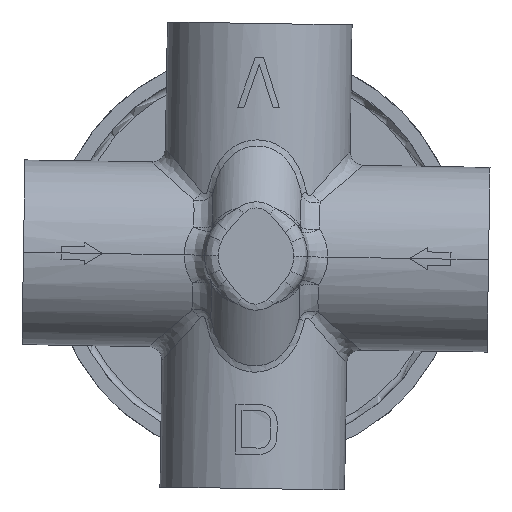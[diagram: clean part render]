
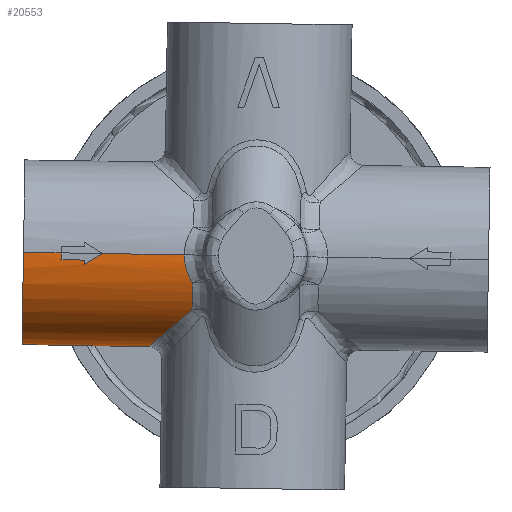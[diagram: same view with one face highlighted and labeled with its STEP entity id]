
A CAD part, front view. The second image highlights one B-rep face of the part: STEP entity #20553.
In plain terms, the highlighted cylindrical face has radius 13.5 mm (diameter 27 mm), a partial arc.
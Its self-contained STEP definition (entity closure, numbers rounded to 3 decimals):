
#19031=CARTESIAN_POINT('Vertex',(-15.715,-12.9,-13.249)) ;
#19035=CARTESIAN_POINT('Control Point',(-14.876,-8.548,-12.542)) ;
#19036=CARTESIAN_POINT('Control Point',(-15.294,-9.605,-12.895)) ;
#19037=CARTESIAN_POINT('Control Point',(-15.579,-10.699,-13.133)) ;
#19038=CARTESIAN_POINT('Control Point',(-15.714,-11.807,-13.249)) ;
#19039=CARTESIAN_POINT('Control Point',(-15.715,-12.9,-13.249)) ;
#19040=CARTESIAN_POINT('Vertex',(-14.876,-8.548,-12.542)) ;
#19613=CARTESIAN_POINT('Vertex',(-9.394,-23.723,-7.92)) ;
#19671=CARTESIAN_POINT('Control Point',(-15.715,-12.9,-13.249)) ;
#19672=CARTESIAN_POINT('Control Point',(-15.714,-13.762,-13.249)) ;
#19673=CARTESIAN_POINT('Control Point',(-15.635,-14.635,-13.181)) ;
#19674=CARTESIAN_POINT('Control Point',(-15.472,-15.507,-13.044)) ;
#19675=CARTESIAN_POINT('Control Point',(-15.095,-16.81,-12.727)) ;
#19676=CARTESIAN_POINT('Control Point',(-14.529,-18.073,-12.25)) ;
#19677=CARTESIAN_POINT('Control Point',(-14.317,-18.493,-12.071)) ;
#19678=CARTESIAN_POINT('Control Point',(-13.485,-19.966,-11.369)) ;
#19679=CARTESIAN_POINT('Control Point',(-12.39,-21.333,-10.446)) ;
#19680=CARTESIAN_POINT('Control Point',(-11.479,-22.232,-9.678)) ;
#19681=CARTESIAN_POINT('Control Point',(-10.474,-23.031,-8.831)) ;
#19682=CARTESIAN_POINT('Control Point',(-9.394,-23.723,-7.92)) ;
#20434=CARTESIAN_POINT('Axis2P3D Location',(0.,-12.9,0.)) ;
#20440=CARTESIAN_POINT('Control Point',(-9.306,-25.77,-3.928)) ;
#20441=CARTESIAN_POINT('Control Point',(-9.232,-25.435,-4.986)) ;
#20442=CARTESIAN_POINT('Control Point',(-9.222,-24.978,-6.026)) ;
#20443=CARTESIAN_POINT('Control Point',(-9.275,-24.401,-7.012)) ;
#20444=CARTESIAN_POINT('Control Point',(-9.394,-23.723,-7.92)) ;
#20445=CARTESIAN_POINT('Vertex',(-9.306,-25.77,-3.928)) ;
#20449=CARTESIAN_POINT('Control Point',(-10.499,-26.4,0.169)) ;
#20450=CARTESIAN_POINT('Control Point',(-10.511,-26.4,-0.672)) ;
#20451=CARTESIAN_POINT('Control Point',(-10.401,-26.335,-1.511)) ;
#20452=CARTESIAN_POINT('Control Point',(-10.163,-26.204,-2.35)) ;
#20453=CARTESIAN_POINT('Control Point',(-9.794,-26.01,-3.161)) ;
#20454=CARTESIAN_POINT('Control Point',(-9.306,-25.77,-3.928)) ;
#20455=CARTESIAN_POINT('Vertex',(-10.499,-26.4,0.169)) ;
#20458=CARTESIAN_POINT('Line Origine',(0.,-26.4,0.)) ;
#20462=CARTESIAN_POINT('Vertex',(-22.397,-26.4,0.36)) ;
#20466=CARTESIAN_POINT('Control Point',(-25.122,-26.305,-1.197)) ;
#20467=CARTESIAN_POINT('Control Point',(-24.217,-26.368,-0.68)) ;
#20468=CARTESIAN_POINT('Control Point',(-23.307,-26.4,-0.16)) ;
#20469=CARTESIAN_POINT('Control Point',(-22.397,-26.4,0.36)) ;
#20470=CARTESIAN_POINT('Vertex',(-25.122,-26.305,-1.197)) ;
#20473=CARTESIAN_POINT('Axis2P3D Location',(-25.097,-12.9,0.403)) ;
#20477=CARTESIAN_POINT('Vertex',(-25.113,-26.363,-0.597)) ;
#20480=CARTESIAN_POINT('Line Origine',(-0.016,-26.363,-1.)) ;
#20484=CARTESIAN_POINT('Vertex',(-28.512,-26.363,-0.542)) ;
#20487=CARTESIAN_POINT('Axis2P3D Location',(-28.496,-12.9,0.458)) ;
#20491=CARTESIAN_POINT('Vertex',(-28.496,-26.4,0.458)) ;
#20494=CARTESIAN_POINT('Line Origine',(0.,-26.4,0.)) ;
#20498=CARTESIAN_POINT('Vertex',(-33.996,-26.4,0.546)) ;
#20501=CARTESIAN_POINT('Axis2P3D Location',(-33.996,-12.9,0.546)) ;
#20505=CARTESIAN_POINT('Vertex',(-33.996,0.6,0.546)) ;
#20508=CARTESIAN_POINT('Line Origine',(0.,0.6,0.)) ;
#20512=CARTESIAN_POINT('Vertex',(-20.747,0.6,0.333)) ;
#20516=CARTESIAN_POINT('Control Point',(-20.747,0.6,0.333)) ;
#20517=CARTESIAN_POINT('Control Point',(-20.765,0.6,-0.767)) ;
#20518=CARTESIAN_POINT('Control Point',(-20.686,0.488,-1.879)) ;
#20519=CARTESIAN_POINT('Control Point',(-20.51,0.26,-2.977)) ;
#20520=CARTESIAN_POINT('Control Point',(-20.159,-0.179,-4.367)) ;
#20521=CARTESIAN_POINT('Control Point',(-19.667,-0.807,-5.699)) ;
#20522=CARTESIAN_POINT('Control Point',(-19.549,-0.958,-5.995)) ;
#20523=CARTESIAN_POINT('Control Point',(-19.297,-1.283,-6.588)) ;
#20524=CARTESIAN_POINT('Control Point',(-19.018,-1.647,-7.165)) ;
#20525=CARTESIAN_POINT('Control Point',(-18.874,-1.836,-7.444)) ;
#20526=CARTESIAN_POINT('Control Point',(-18.404,-2.461,-8.309)) ;
#20527=CARTESIAN_POINT('Control Point',(-17.891,-3.172,-9.116)) ;
#20528=CARTESIAN_POINT('Control Point',(-17.543,-3.669,-9.609)) ;
#20529=CARTESIAN_POINT('Control Point',(-16.912,-4.612,-10.431)) ;
#20530=CARTESIAN_POINT('Control Point',(-16.297,-5.63,-11.133)) ;
#20531=CARTESIAN_POINT('Control Point',(-16.025,-6.104,-11.426)) ;
#20532=CARTESIAN_POINT('Control Point',(-15.623,-6.854,-11.84)) ;
#20533=CARTESIAN_POINT('Control Point',(-15.26,-7.622,-12.189)) ;
#20534=CARTESIAN_POINT('Control Point',(-15.124,-7.929,-12.316)) ;
#20535=CARTESIAN_POINT('Control Point',(-14.996,-8.237,-12.434)) ;
#20536=CARTESIAN_POINT('Control Point',(-14.876,-8.548,-12.542)) ;
#20460=VECTOR('Line Direction',#20459,1.) ;
#20482=VECTOR('Line Direction',#20481,1.) ;
#20496=VECTOR('Line Direction',#20495,1.) ;
#20510=VECTOR('Line Direction',#20509,1.) ;
#20435=DIRECTION('Axis2P3D Direction',(1.,0.,-0.016)) ;
#20436=DIRECTION('Axis2P3D XDirection',(0.001,-0.998,0.063)) ;
#20459=DIRECTION('Vector Direction',(1.,0.,-0.016)) ;
#20474=DIRECTION('Axis2P3D Direction',(1.,0.,-0.016)) ;
#20481=DIRECTION('Vector Direction',(1.,0.,-0.016)) ;
#20488=DIRECTION('Axis2P3D Direction',(1.,0.,-0.016)) ;
#20495=DIRECTION('Vector Direction',(1.,0.,-0.016)) ;
#20502=DIRECTION('Axis2P3D Direction',(1.,0.,-0.016)) ;
#20509=DIRECTION('Vector Direction',(1.,0.,-0.016)) ;
#20437=AXIS2_PLACEMENT_3D('Cylinder Axis2P3D',#20434,#20435,#20436) ;
#20475=AXIS2_PLACEMENT_3D('Circle Axis2P3D',#20473,#20474,$) ;
#20489=AXIS2_PLACEMENT_3D('Circle Axis2P3D',#20487,#20488,$) ;
#20503=AXIS2_PLACEMENT_3D('Circle Axis2P3D',#20501,#20502,$) ;
#20461=LINE('Line',#20458,#20460) ;
#20483=LINE('Line',#20480,#20482) ;
#20497=LINE('Line',#20494,#20496) ;
#20511=LINE('Line',#20508,#20510) ;
#20476=CIRCLE('generated circle',#20475,13.5) ;
#20490=CIRCLE('generated circle',#20489,13.5) ;
#20504=CIRCLE('generated circle',#20503,13.5) ;
#20438=CYLINDRICAL_SURFACE('generated cylinder',#20437,13.5) ;
#19042=EDGE_CURVE('',#19032,#19041,#19034,.F.) ;
#19683=EDGE_CURVE('',#19614,#19032,#19670,.F.) ;
#20447=EDGE_CURVE('',#20446,#19614,#20439,.T.) ;
#20457=EDGE_CURVE('',#20446,#20456,#20448,.F.) ;
#20464=EDGE_CURVE('',#20456,#20463,#20461,.F.) ;
#20472=EDGE_CURVE('',#20471,#20463,#20465,.T.) ;
#20479=EDGE_CURVE('',#20478,#20471,#20476,.T.) ;
#20486=EDGE_CURVE('',#20478,#20485,#20483,.F.) ;
#20493=EDGE_CURVE('',#20492,#20485,#20490,.T.) ;
#20500=EDGE_CURVE('',#20492,#20499,#20497,.F.) ;
#20507=EDGE_CURVE('',#20506,#20499,#20504,.F.) ;
#20514=EDGE_CURVE('',#20513,#20506,#20511,.F.) ;
#20537=EDGE_CURVE('',#20513,#19041,#20515,.T.) ;
#20539=ORIENTED_EDGE('',*,*,#19683,.F.) ;
#20540=ORIENTED_EDGE('',*,*,#20447,.F.) ;
#20541=ORIENTED_EDGE('',*,*,#20457,.T.) ;
#20542=ORIENTED_EDGE('',*,*,#20464,.T.) ;
#20543=ORIENTED_EDGE('',*,*,#20472,.F.) ;
#20544=ORIENTED_EDGE('',*,*,#20479,.F.) ;
#20545=ORIENTED_EDGE('',*,*,#20486,.T.) ;
#20546=ORIENTED_EDGE('',*,*,#20493,.F.) ;
#20547=ORIENTED_EDGE('',*,*,#20500,.T.) ;
#20548=ORIENTED_EDGE('',*,*,#20507,.F.) ;
#20549=ORIENTED_EDGE('',*,*,#20514,.F.) ;
#20550=ORIENTED_EDGE('',*,*,#20537,.T.) ;
#20551=ORIENTED_EDGE('',*,*,#19042,.F.) ;
#20538=EDGE_LOOP('',(#20539,#20540,#20541,#20542,#20543,#20544,#20545,#20546,#20547,#20548,#20549,#20550,#20551)) ;
#19032=VERTEX_POINT('',#19031) ;
#19041=VERTEX_POINT('',#19040) ;
#19614=VERTEX_POINT('',#19613) ;
#20446=VERTEX_POINT('',#20445) ;
#20456=VERTEX_POINT('',#20455) ;
#20463=VERTEX_POINT('',#20462) ;
#20471=VERTEX_POINT('',#20470) ;
#20478=VERTEX_POINT('',#20477) ;
#20485=VERTEX_POINT('',#20484) ;
#20492=VERTEX_POINT('',#20491) ;
#20499=VERTEX_POINT('',#20498) ;
#20506=VERTEX_POINT('',#20505) ;
#20513=VERTEX_POINT('',#20512) ;
#20553=ADVANCED_FACE('PR653.NU.2\\PCO.DV.23.1\\    MSBR4',(#20552),#20438,.T.) ;
#19034=B_SPLINE_CURVE_WITH_KNOTS('',4,(#19035,#19036,#19037,#19038,#19039),.UNSPECIFIED.,.F.,.U.,(5,5),(0.,6.315),.UNSPECIFIED.) ;
#19670=B_SPLINE_CURVE_WITH_KNOTS('',5,(#19671,#19672,#19673,#19674,#19675,#19676,#19677,#19678,#19679,#19680,#19681,#19682),.UNSPECIFIED.,.F.,.U.,(6,3,3,6),(0.,7.237,10.888,20.322),.UNSPECIFIED.) ;
#20439=B_SPLINE_CURVE_WITH_KNOTS('',4,(#20440,#20441,#20442,#20443,#20444),.UNSPECIFIED.,.F.,.U.,(5,5),(0.,6.384),.UNSPECIFIED.) ;
#20448=B_SPLINE_CURVE_WITH_KNOTS('',5,(#20449,#20450,#20451,#20452,#20453,#20454),.UNSPECIFIED.,.F.,.U.,(6,6),(0.,6.217),.UNSPECIFIED.) ;
#20465=B_SPLINE_CURVE_WITH_KNOTS('',3,(#20466,#20467,#20468,#20469),.UNSPECIFIED.,.F.,.U.,(4,4),(0.,4.726),.UNSPECIFIED.) ;
#20515=B_SPLINE_CURVE_WITH_KNOTS('',5,(#20516,#20517,#20518,#20519,#20520,#20521,#20522,#20523,#20524,#20525,#20526,#20527,#20528,#20529,#20530,#20531,#20532,#20533,#20534,#20535,#20536),.UNSPECIFIED.,.F.,.U.,(6,3,3,3,3,3,6),(0.,8.651,11.16,13.739,19.041,22.961,25.523),.UNSPECIFIED.) ;
#20552=FACE_OUTER_BOUND('',#20538,.T.) ;
